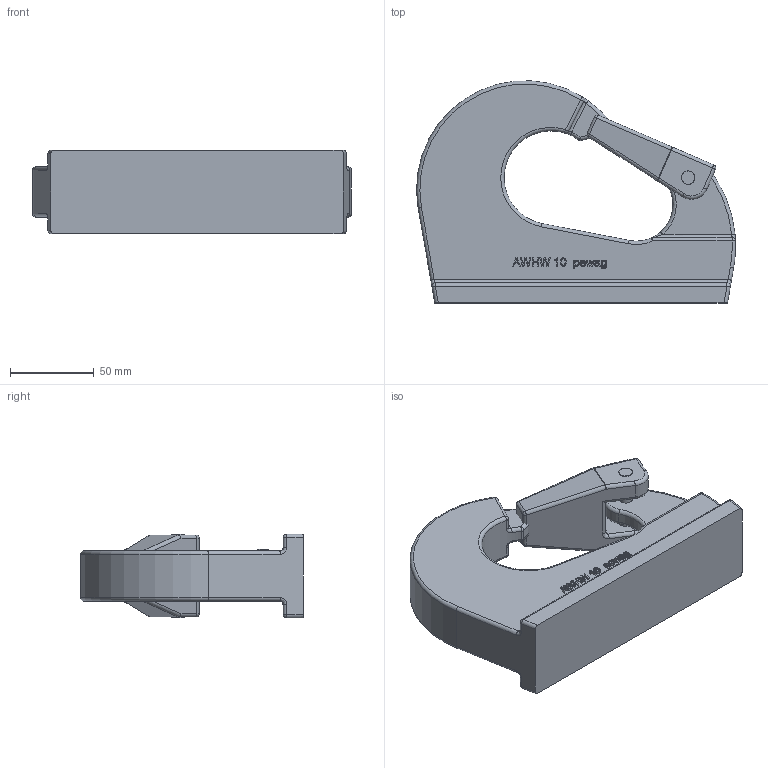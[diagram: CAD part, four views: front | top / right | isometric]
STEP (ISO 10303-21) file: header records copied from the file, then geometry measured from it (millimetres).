
FILE_DESCRIPTION(/* description */ (''),/* implementation_level */ '2;1');
FILE_NAME(/* name */ 'pewag_AWHW_10',/* time_stamp */ '2010-02-11T10:03:05+01:00',/* author */ (''),/* organization */ (''),/* preprocessor_version */ 'ST-DEVELOPER v9',/* originating_system */ 'UGS - NX 4.0',/* authorisation */ '');
FILE_SCHEMA (('AUTOMOTIVE_DESIGN { 1 0 10303 214 1 1 1 1 }'));
Length unit declared in the file: millimetre
Products named in the file (1): rit6482nxs2
Bounding box: 190.81 x 132.88 x 50 mm (x, y, z)
Volume: 501527.1 mm3; surface area: 69015.5 mm2
Topology: 3 solids, 3 shells, 355 faces, 890 edges, 534 vertices
Faces by surface type: plane 128, extrusion 87, cylinder 76, sphere 28, torus 23, bspline 13
Full cylindrical faces by diameter (mm): 8 x4
Entity records: 11436 total; most frequent: CARTESIAN_POINT 3547, ORIENTED_EDGE 1718, DIRECTION 1393, EDGE_CURVE 859, VERTEX_POINT 531, VECTOR 475, AXIS2_PLACEMENT_3D 459, LINE 388
